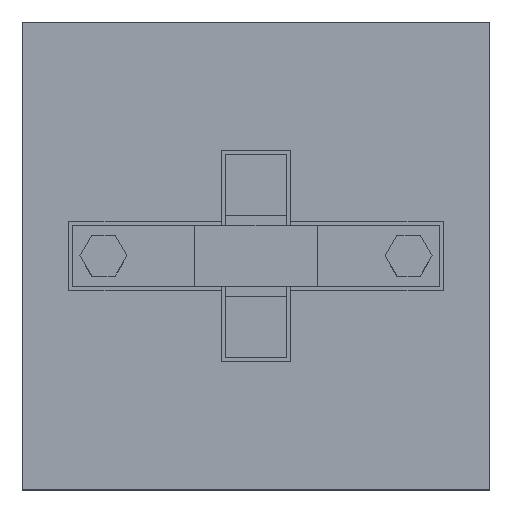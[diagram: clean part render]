
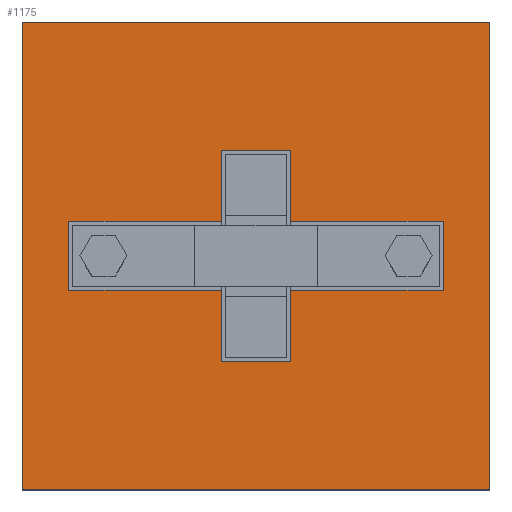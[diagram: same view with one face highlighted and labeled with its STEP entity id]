
A CAD part, top view. The second image highlights one B-rep face of the part: STEP entity #1175.
In plain terms, the highlighted planar face has unit normal (0, 0, 1).
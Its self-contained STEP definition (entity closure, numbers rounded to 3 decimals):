
#25=FACE_BOUND('',#188,.T.);
#51=PLANE('',#1266);
#116=FACE_OUTER_BOUND('',#187,.T.);
#187=EDGE_LOOP('',(#912,#913,#914,#915));
#188=EDGE_LOOP('',(#916,#917,#918,#919,#920,#921,#922,#923,#924,#925,#926,
#927));
#245=LINE('',#1656,#395);
#249=LINE('',#1664,#399);
#252=LINE('',#1670,#402);
#258=LINE('',#1683,#408);
#261=LINE('',#1687,#411);
#262=LINE('',#1689,#412);
#264=LINE('',#1694,#414);
#273=LINE('',#1711,#423);
#274=LINE('',#1714,#424);
#276=LINE('',#1718,#426);
#278=LINE('',#1721,#428);
#279=LINE('',#1723,#429);
#282=LINE('',#1731,#432);
#285=LINE('',#1737,#435);
#288=LINE('',#1743,#438);
#291=LINE('',#1747,#441);
#395=VECTOR('',#1345,10.);
#399=VECTOR('',#1349,10.);
#402=VECTOR('',#1354,10.);
#408=VECTOR('',#1362,10.);
#411=VECTOR('',#1365,10.);
#412=VECTOR('',#1368,10.);
#414=VECTOR('',#1374,10.);
#423=VECTOR('',#1389,10.);
#424=VECTOR('',#1392,10.);
#426=VECTOR('',#1396,10.);
#428=VECTOR('',#1400,10.);
#429=VECTOR('',#1403,10.);
#432=VECTOR('',#1408,10.);
#435=VECTOR('',#1413,10.);
#438=VECTOR('',#1418,10.);
#441=VECTOR('',#1423,10.);
#558=VERTEX_POINT('',#1652);
#560=VERTEX_POINT('',#1655);
#563=VERTEX_POINT('',#1661);
#564=VERTEX_POINT('',#1663);
#566=VERTEX_POINT('',#1669);
#569=VERTEX_POINT('',#1676);
#571=VERTEX_POINT('',#1680);
#572=VERTEX_POINT('',#1682);
#574=VERTEX_POINT('',#1693);
#579=VERTEX_POINT('',#1709);
#580=VERTEX_POINT('',#1713);
#581=VERTEX_POINT('',#1717);
#584=VERTEX_POINT('',#1728);
#585=VERTEX_POINT('',#1730);
#587=VERTEX_POINT('',#1736);
#589=VERTEX_POINT('',#1742);
#669=EDGE_CURVE('',#560,#558,#245,.T.);
#673=EDGE_CURVE('',#564,#563,#249,.T.);
#676=EDGE_CURVE('',#566,#560,#252,.T.);
#682=EDGE_CURVE('',#572,#571,#258,.T.);
#685=EDGE_CURVE('',#569,#566,#261,.T.);
#686=EDGE_CURVE('',#563,#572,#262,.T.);
#688=EDGE_CURVE('',#574,#569,#264,.T.);
#697=EDGE_CURVE('',#571,#579,#273,.T.);
#698=EDGE_CURVE('',#580,#564,#274,.T.);
#700=EDGE_CURVE('',#581,#580,#276,.T.);
#702=EDGE_CURVE('',#558,#581,#278,.T.);
#703=EDGE_CURVE('',#579,#574,#279,.T.);
#706=EDGE_CURVE('',#585,#584,#282,.T.);
#709=EDGE_CURVE('',#587,#585,#285,.T.);
#712=EDGE_CURVE('',#589,#587,#288,.T.);
#715=EDGE_CURVE('',#584,#589,#291,.T.);
#912=ORIENTED_EDGE('',*,*,#715,.T.);
#913=ORIENTED_EDGE('',*,*,#712,.T.);
#914=ORIENTED_EDGE('',*,*,#709,.T.);
#915=ORIENTED_EDGE('',*,*,#706,.T.);
#916=ORIENTED_EDGE('',*,*,#669,.T.);
#917=ORIENTED_EDGE('',*,*,#702,.T.);
#918=ORIENTED_EDGE('',*,*,#700,.T.);
#919=ORIENTED_EDGE('',*,*,#698,.T.);
#920=ORIENTED_EDGE('',*,*,#673,.T.);
#921=ORIENTED_EDGE('',*,*,#686,.T.);
#922=ORIENTED_EDGE('',*,*,#682,.T.);
#923=ORIENTED_EDGE('',*,*,#697,.T.);
#924=ORIENTED_EDGE('',*,*,#703,.T.);
#925=ORIENTED_EDGE('',*,*,#688,.T.);
#926=ORIENTED_EDGE('',*,*,#685,.T.);
#927=ORIENTED_EDGE('',*,*,#676,.T.);
#1175=ADVANCED_FACE('',(#116,#25),#51,.T.);
#1266=AXIS2_PLACEMENT_3D('',#1748,#1424,#1425);
#1345=DIRECTION('',(0.,-1.,0.));
#1349=DIRECTION('',(0.,-1.,0.));
#1354=DIRECTION('',(1.,0.,0.));
#1362=DIRECTION('',(0.,1.,0.));
#1365=DIRECTION('',(0.,1.,0.));
#1368=DIRECTION('',(-1.,0.,0.));
#1374=DIRECTION('',(1.,0.,0.));
#1389=DIRECTION('',(-1.,0.,0.));
#1392=DIRECTION('',(-1.,0.,0.));
#1396=DIRECTION('',(0.,-1.,0.));
#1400=DIRECTION('',(1.,0.,0.));
#1403=DIRECTION('',(0.,1.,0.));
#1408=DIRECTION('',(-1.,0.,0.));
#1413=DIRECTION('',(0.,1.,0.));
#1418=DIRECTION('',(1.,0.,0.));
#1423=DIRECTION('',(0.,-1.,0.));
#1424=DIRECTION('center_axis',(0.,0.,1.));
#1425=DIRECTION('ref_axis',(1.,0.,0.));
#1652=CARTESIAN_POINT('',(132.,132.,50.));
#1655=CARTESIAN_POINT('',(132.,167.,50.));
#1656=CARTESIAN_POINT('',(132.,141.,50.));
#1661=CARTESIAN_POINT('',(132.,63.,50.));
#1663=CARTESIAN_POINT('',(132.,98.,50.));
#1664=CARTESIAN_POINT('',(132.,141.,50.));
#1669=CARTESIAN_POINT('',(98.,167.,50.));
#1670=CARTESIAN_POINT('',(106.5,167.,50.));
#1676=CARTESIAN_POINT('',(98.,132.,50.));
#1680=CARTESIAN_POINT('',(98.,98.,50.));
#1682=CARTESIAN_POINT('',(98.,63.,50.));
#1683=CARTESIAN_POINT('',(98.,89.,50.));
#1687=CARTESIAN_POINT('',(98.,89.,50.));
#1689=CARTESIAN_POINT('',(123.5,63.,50.));
#1693=CARTESIAN_POINT('',(23.,132.,50.));
#1694=CARTESIAN_POINT('',(69.,132.,50.));
#1709=CARTESIAN_POINT('',(23.,98.,50.));
#1711=CARTESIAN_POINT('',(161.,98.,50.));
#1713=CARTESIAN_POINT('',(207.,98.,50.));
#1714=CARTESIAN_POINT('',(161.,98.,50.));
#1717=CARTESIAN_POINT('',(207.,132.,50.));
#1718=CARTESIAN_POINT('',(207.,123.5,50.));
#1721=CARTESIAN_POINT('',(69.,132.,50.));
#1723=CARTESIAN_POINT('',(23.,106.5,50.));
#1728=CARTESIAN_POINT('',(0.,230.,50.));
#1730=CARTESIAN_POINT('',(230.,230.,50.));
#1731=CARTESIAN_POINT('',(230.,230.,50.));
#1736=CARTESIAN_POINT('',(230.,0.,50.));
#1737=CARTESIAN_POINT('',(230.,0.,50.));
#1742=CARTESIAN_POINT('',(0.,0.,50.));
#1743=CARTESIAN_POINT('',(0.,0.,50.));
#1747=CARTESIAN_POINT('',(0.,230.,50.));
#1748=CARTESIAN_POINT('Origin',(115.,115.,50.));
